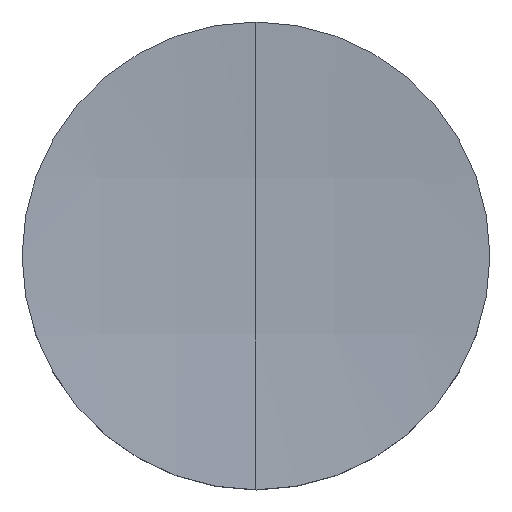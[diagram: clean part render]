
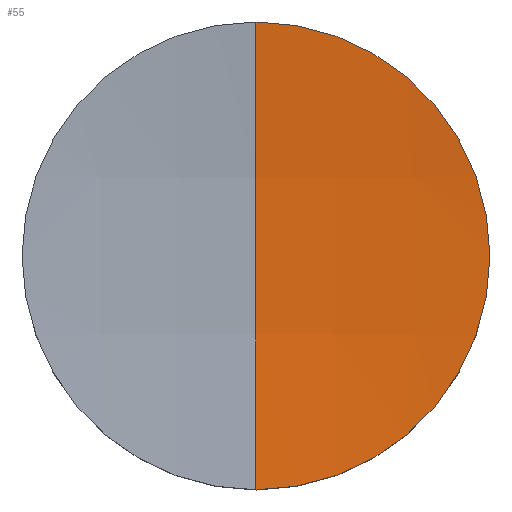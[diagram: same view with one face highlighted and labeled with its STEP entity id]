
A CAD part, top view. The second image highlights one B-rep face of the part: STEP entity #55.
In plain terms, the highlighted free-form (B-spline) face has degree [3, 3] with [4, 4] control points.
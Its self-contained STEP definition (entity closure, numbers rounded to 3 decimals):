
#2 = CARTESIAN_POINT ( 'NONE',  ( 2.136, -2.148, 2.604 ) ) ;
#10 = VERTEX_POINT ( 'NONE', #25 ) ;
#13 = CARTESIAN_POINT ( 'NONE',  ( 0., -6.35, 2.981 ) ) ;
#25 = CARTESIAN_POINT ( 'NONE',  ( 6.35, 0., 2.981 ) ) ;
#35 = CARTESIAN_POINT ( 'NONE',  ( 0., 0., 2.981 ) ) ;
#39 = FACE_OUTER_BOUND ( 'NONE', #127, .T. ) ;
#41 = CIRCLE ( 'NONE', #268, 6.35 ) ;
#45 = ORIENTED_EDGE ( 'NONE', *, *, #212, .T. ) ;
#46 = CARTESIAN_POINT ( 'NONE',  ( 6.397, 2.148, 2.889 ) ) ;
#50 = DIRECTION ( 'NONE',  ( 1., 0., 0. ) ) ;
#51 = DIRECTION ( 'NONE',  ( 0., 0., -1. ) ) ;
#55 = ADVANCED_FACE ( 'NONE', ( #39 ), #66, .F. ) ;
#57 = CARTESIAN_POINT ( 'NONE',  ( 6.362, 6.426, 3.271 ) ) ;
#64 = ORIENTED_EDGE ( 'NONE', *, *, #188, .F. ) ;
#66 =( BOUNDED_SURFACE ( )  B_SPLINE_SURFACE ( 3, 3, ( 
 ( #57, #239, #123, #122 ),
 ( #46, #245, #272, #100 ),
 ( #241, #280, #2, #147 ),
 ( #242, #80, #247, #104 ) ),
 .UNSPECIFIED., .F., .F., .F. ) 
 B_SPLINE_SURFACE_WITH_KNOTS ( ( 4, 4 ),
 ( 4, 4 ),
 ( 0., 1. ),
 ( 0., 1. ),
 .UNSPECIFIED. ) 
 GEOMETRIC_REPRESENTATION_ITEM ( )  RATIONAL_B_SPLINE_SURFACE ( (
 ( 1., 0.999, 0.999, 1.),
 ( 0.997, 0.997, 0.997, 0.997),
 ( 0.997, 0.997, 0.997, 0.997),
 ( 1., 0.999, 0.999, 1.) ) ) 
 REPRESENTATION_ITEM ( '' )  SURFACE ( )  );
#68 = CARTESIAN_POINT ( 'NONE',  ( 0., 6.35, 2.981 ) ) ;
#80 = CARTESIAN_POINT ( 'NONE',  ( 4.247, -6.426, 3.083 ) ) ;
#100 = CARTESIAN_POINT ( 'NONE',  ( 0., 2.148, 2.604 ) ) ;
#104 = CARTESIAN_POINT ( 'NONE',  ( 0., -6.426, 2.988 ) ) ;
#106 = DIRECTION ( 'NONE',  ( -1., 0., 0. ) ) ;
#115 = ORIENTED_EDGE ( 'NONE', *, *, #131, .F. ) ;
#122 = CARTESIAN_POINT ( 'NONE',  ( 0., 6.426, 2.988 ) ) ;
#123 = CARTESIAN_POINT ( 'NONE',  ( 2.124, 6.426, 2.988 ) ) ;
#127 = EDGE_LOOP ( 'NONE', ( #115, #45, #64 ) ) ;
#129 = CIRCLE ( 'NONE', #288, 71.84 ) ;
#131 = EDGE_CURVE ( 'NONE', #210, #10, #260, .T. ) ;
#133 = DIRECTION ( 'NONE',  ( 1., 0., 0. ) ) ;
#147 = CARTESIAN_POINT ( 'NONE',  ( 0., -2.148, 2.604 ) ) ;
#158 = CARTESIAN_POINT ( 'NONE',  ( 0., 0., 74.54 ) ) ;
#181 = CARTESIAN_POINT ( 'NONE',  ( 0., 0., 2.981 ) ) ;
#188 = EDGE_CURVE ( 'NONE', #10, #251, #41, .T. ) ;
#200 = AXIS2_PLACEMENT_3D ( 'NONE', #35, #51, #50 ) ;
#206 = DIRECTION ( 'NONE',  ( 0., 0., -1. ) ) ;
#210 = VERTEX_POINT ( 'NONE', #68 ) ;
#212 = EDGE_CURVE ( 'NONE', #210, #251, #129, .T. ) ;
#239 = CARTESIAN_POINT ( 'NONE',  ( 4.247, 6.426, 3.083 ) ) ;
#241 = CARTESIAN_POINT ( 'NONE',  ( 6.397, -2.148, 2.889 ) ) ;
#242 = CARTESIAN_POINT ( 'NONE',  ( 6.362, -6.426, 3.271 ) ) ;
#245 = CARTESIAN_POINT ( 'NONE',  ( 4.269, 2.148, 2.699 ) ) ;
#247 = CARTESIAN_POINT ( 'NONE',  ( 2.124, -6.426, 2.988 ) ) ;
#251 = VERTEX_POINT ( 'NONE', #13 ) ;
#254 = DIRECTION ( 'NONE',  ( 0., 1., 0. ) ) ;
#260 = CIRCLE ( 'NONE', #200, 6.35 ) ;
#268 = AXIS2_PLACEMENT_3D ( 'NONE', #181, #206, #133 ) ;
#272 = CARTESIAN_POINT ( 'NONE',  ( 2.136, 2.148, 2.604 ) ) ;
#280 = CARTESIAN_POINT ( 'NONE',  ( 4.269, -2.148, 2.699 ) ) ;
#288 = AXIS2_PLACEMENT_3D ( 'NONE', #158, #106, #254 ) ;
